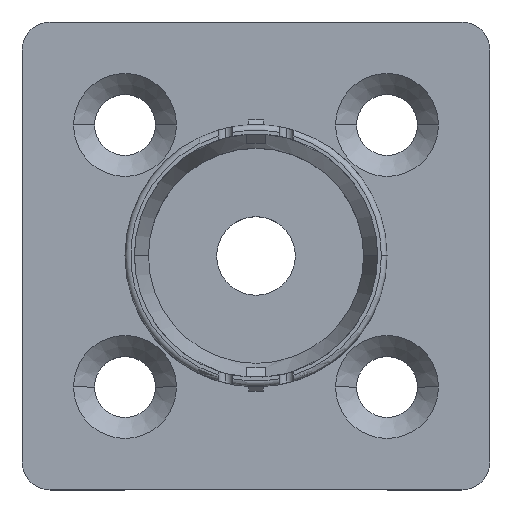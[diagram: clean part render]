
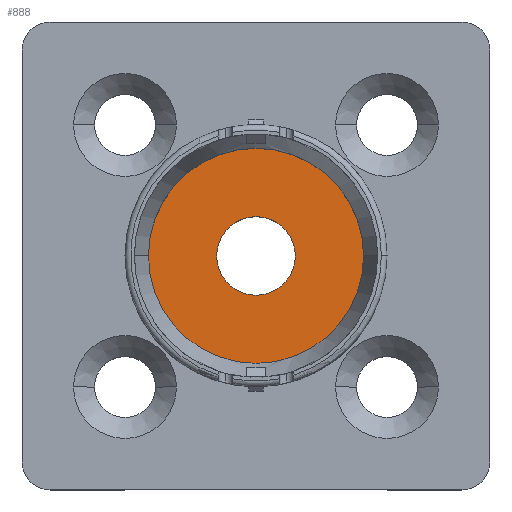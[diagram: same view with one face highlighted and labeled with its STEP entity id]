
A CAD part, top view. The second image highlights one B-rep face of the part: STEP entity #888.
In plain terms, the highlighted planar face has unit normal (0, 0, 1).
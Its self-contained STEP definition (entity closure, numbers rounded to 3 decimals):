
#120 = CARTESIAN_POINT ( 'NONE',  ( -4.2, 0., 5. ) ) ;
#174 = VERTEX_POINT ( 'NONE', #1927 ) ;
#235 = CIRCLE ( 'NONE', #832, 11.5 ) ;
#330 = CIRCLE ( 'NONE', #858, 4.2 ) ;
#345 = CARTESIAN_POINT ( 'NONE',  ( -11.5, 0., 5. ) ) ;
#463 = AXIS2_PLACEMENT_3D ( 'NONE', #710, #701, #693 ) ;
#470 = AXIS2_PLACEMENT_3D ( 'NONE', #878, #870, #764 ) ;
#693 = DIRECTION ( 'NONE',  ( -1., 0., 0. ) ) ;
#701 = DIRECTION ( 'NONE',  ( 0., 0., 1. ) ) ;
#710 = CARTESIAN_POINT ( 'NONE',  ( 0., 0., 5. ) ) ;
#764 = DIRECTION ( 'NONE',  ( -1., 0., 0. ) ) ;
#832 = AXIS2_PLACEMENT_3D ( 'NONE', #1075, #1073, #1067 ) ;
#858 = AXIS2_PLACEMENT_3D ( 'NONE', #1233, #1222, #1221 ) ;
#865 = FACE_BOUND ( 'NONE', #2696, .T. ) ;
#867 = FACE_OUTER_BOUND ( 'NONE', #2703, .T. ) ;
#870 = DIRECTION ( 'NONE',  ( 0., 0., -1. ) ) ;
#878 = CARTESIAN_POINT ( 'NONE',  ( 0., 0., 5. ) ) ;
#888 = ADVANCED_FACE ( 'NONE', ( #867, #865 ), #2393, .F. ) ;
#971 = ORIENTED_EDGE ( 'NONE', *, *, #2318, .F. ) ;
#993 = AXIS2_PLACEMENT_3D ( 'NONE', #2381, #2372, #2369 ) ;
#1067 = DIRECTION ( 'NONE',  ( -1., 0., 0. ) ) ;
#1073 = DIRECTION ( 'NONE',  ( 0., 0., -1. ) ) ;
#1075 = CARTESIAN_POINT ( 'NONE',  ( 0., 0., 5. ) ) ;
#1210 = ORIENTED_EDGE ( 'NONE', *, *, #2322, .F. ) ;
#1221 = DIRECTION ( 'NONE',  ( -1., 0., 0. ) ) ;
#1222 = DIRECTION ( 'NONE',  ( 0., 0., 1. ) ) ;
#1233 = CARTESIAN_POINT ( 'NONE',  ( 0., 0., 5. ) ) ;
#1440 = EDGE_CURVE ( 'NONE', #1691, #2888, #330, .T. ) ;
#1468 = EDGE_CURVE ( 'NONE', #174, #1643, #235, .T. ) ;
#1643 = VERTEX_POINT ( 'NONE', #345 ) ;
#1691 = VERTEX_POINT ( 'NONE', #120 ) ;
#1927 = CARTESIAN_POINT ( 'NONE',  ( 11.5, 0., 5. ) ) ;
#2283 = CIRCLE ( 'NONE', #470, 11.5 ) ;
#2318 = EDGE_CURVE ( 'NONE', #1643, #174, #2283, .T. ) ;
#2322 = EDGE_CURVE ( 'NONE', #2888, #1691, #2347, .T. ) ;
#2347 = CIRCLE ( 'NONE', #463, 4.2 ) ;
#2369 = DIRECTION ( 'NONE',  ( -1., 0., 0. ) ) ;
#2372 = DIRECTION ( 'NONE',  ( 0., 0., -1. ) ) ;
#2381 = CARTESIAN_POINT ( 'NONE',  ( -25., 25., 5. ) ) ;
#2393 = PLANE ( 'NONE',  #993 ) ;
#2491 = ORIENTED_EDGE ( 'NONE', *, *, #1440, .F. ) ;
#2595 = ORIENTED_EDGE ( 'NONE', *, *, #1468, .F. ) ;
#2696 = EDGE_LOOP ( 'NONE', ( #2491, #1210 ) ) ;
#2703 = EDGE_LOOP ( 'NONE', ( #971, #2595 ) ) ;
#2888 = VERTEX_POINT ( 'NONE', #3196 ) ;
#3196 = CARTESIAN_POINT ( 'NONE',  ( 4.2, 0., 5. ) ) ;
